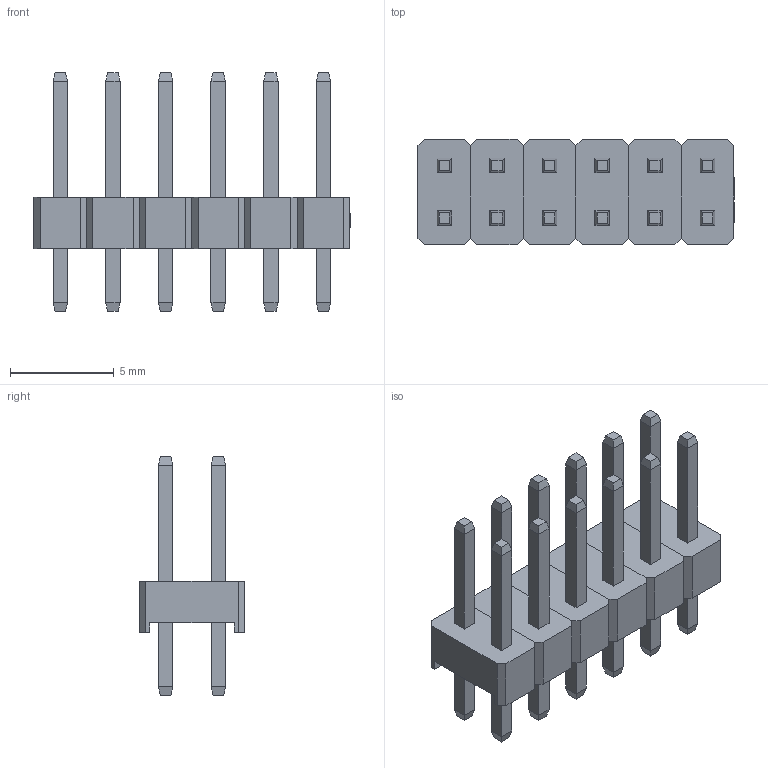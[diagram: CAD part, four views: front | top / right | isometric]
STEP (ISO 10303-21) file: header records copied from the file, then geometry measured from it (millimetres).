
FILE_DESCRIPTION(/* description */ ('Designed by EasyEDA Pro'),/* implementation_level */ '2;1');
FILE_NAME(/* name */ 'HDR2.54-LI-6x2.step',/* time_stamp */ '2025-10-22T15:56:12+08:00',/* author */ ('11208'),/* organization */ ('Open CASCADE'),/* preprocessor_version */ 'ST-DEVELOPER v20',/* originating_system */ 'Autodesk Inventor 2025',/* authorisation */ 'Unknown');
FILE_SCHEMA (('AUTOMOTIVE_DESIGN { 1 0 10303 214 3 1 1 }'));
Length unit declared in the file: millimetre
Products named in the file (3): EasyEDA PCB Model~OX5k; H1~HDR-TH_12P-P2.54-V-M-R2-C6-S2.54~HDR2.54-M-LI-2X6P~OX5k; HDR-TH_12P-P2.54-V-M-R2-C6-S2.54~HDR2.54-M-LI-2X6P~OX5k
Assembly tree (2 placements, depth 3):
  EasyEDA PCB Model~OX5k
    H1~HDR-TH_12P-P2.54-V-M-R2-C6-S2.54~HDR2.54-M-LI-2X6P~OX5k
      HDR-TH_12P-P2.54-V-M-R2-C6-S2.54~HDR2.54-M-LI-2X6P~OX5k
Bounding box: 15.25 x 5.08 x 11.5 mm (x, y, z)
Volume: 214.1 mm3; surface area: 671.3 mm2
Topology: 6 solids, 6 shells, 1232 faces, 3183 edges, 2090 vertices
Faces by surface type: plane 966, bspline 266
Entity records: 47304 total; most frequent: CARTESIAN_POINT 17458, ORIENTED_EDGE 6366, DIRECTION 4765, EDGE_CURVE 3183, LINE 2651, VECTOR 2651, VERTEX_POINT 2090, EDGE_LOOP 1359
